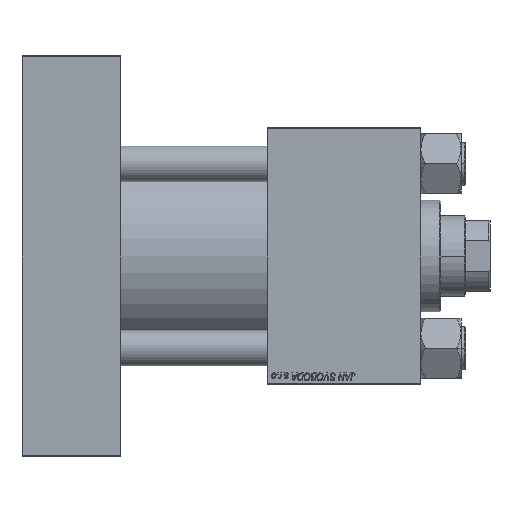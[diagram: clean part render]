
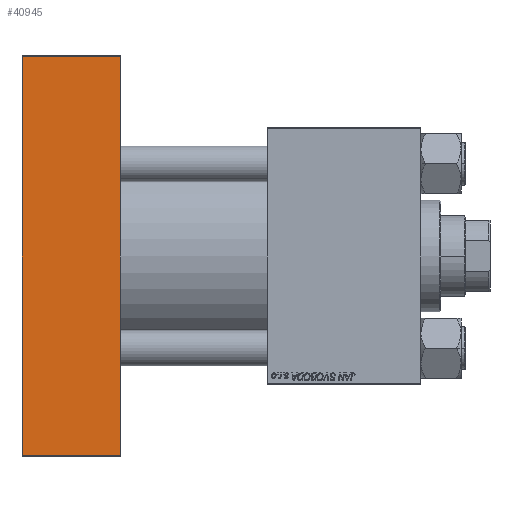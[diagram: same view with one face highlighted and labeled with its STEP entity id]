
A CAD part, front view. The second image highlights one B-rep face of the part: STEP entity #40945.
In plain terms, the highlighted planar face has unit normal (0, -1, 0).
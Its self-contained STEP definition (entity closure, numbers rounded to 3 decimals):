
#2230 = AXIS2_PLACEMENT_3D ( 'NONE', #21156, #40607, #4136 ) ;
#2233 = CARTESIAN_POINT ( 'NONE',  ( 0., -57.5, 89.5 ) ) ;
#4136 = DIRECTION ( 'NONE',  ( 0., 0., 1. ) ) ;
#4789 = EDGE_CURVE ( 'NONE', #46382, #35239, #44397, .T. ) ;
#6375 = CARTESIAN_POINT ( 'NONE',  ( 0., -57.5, -89.5 ) ) ;
#7889 = DIRECTION ( 'NONE',  ( 1., 0., 0. ) ) ;
#8005 = ORIENTED_EDGE ( 'NONE', *, *, #40122, .T. ) ;
#8113 = PLANE ( 'NONE',  #2230 ) ;
#10541 = CARTESIAN_POINT ( 'NONE',  ( 0., -57.5, 90. ) ) ;
#12581 = ORIENTED_EDGE ( 'NONE', *, *, #14891, .F. ) ;
#13049 = VECTOR ( 'NONE', #7889, 1000. ) ;
#13586 = VERTEX_POINT ( 'NONE', #38264 ) ;
#14891 = EDGE_CURVE ( 'NONE', #13586, #35239, #31245, .T. ) ;
#15602 = CARTESIAN_POINT ( 'NONE',  ( 44., -57.5, -89.5 ) ) ;
#18453 = DIRECTION ( 'NONE',  ( 0., 0., -1. ) ) ;
#21156 = CARTESIAN_POINT ( 'NONE',  ( 44., -57.5, 90. ) ) ;
#24950 = EDGE_CURVE ( 'NONE', #13586, #43902, #36153, .T. ) ;
#26666 = ORIENTED_EDGE ( 'NONE', *, *, #4789, .T. ) ;
#26852 = CARTESIAN_POINT ( 'NONE',  ( 44., -57.5, 89.5 ) ) ;
#30987 = CARTESIAN_POINT ( 'NONE',  ( 44., -57.5, 90. ) ) ;
#31245 = LINE ( 'NONE', #30987, #40455 ) ;
#34768 = VECTOR ( 'NONE', #43092, 1000. ) ;
#35239 = VERTEX_POINT ( 'NONE', #15602 ) ;
#36153 = LINE ( 'NONE', #26852, #34768 ) ;
#38264 = CARTESIAN_POINT ( 'NONE',  ( 44., -57.5, 89.5 ) ) ;
#39677 = VECTOR ( 'NONE', #50529, 1000. ) ;
#40122 = EDGE_CURVE ( 'NONE', #43902, #46382, #46791, .T. ) ;
#40385 = CARTESIAN_POINT ( 'NONE',  ( 44., -57.5, -89.5 ) ) ;
#40455 = VECTOR ( 'NONE', #18453, 1000. ) ;
#40607 = DIRECTION ( 'NONE',  ( 0., 1., 0. ) ) ;
#40945 = ADVANCED_FACE ( 'NONE', ( #44611 ), #8113, .F. ) ;
#42129 = EDGE_LOOP ( 'NONE', ( #8005, #26666, #12581, #44231 ) ) ;
#43092 = DIRECTION ( 'NONE',  ( -1., 0., 0. ) ) ;
#43902 = VERTEX_POINT ( 'NONE', #2233 ) ;
#44231 = ORIENTED_EDGE ( 'NONE', *, *, #24950, .T. ) ;
#44397 = LINE ( 'NONE', #40385, #13049 ) ;
#44611 = FACE_OUTER_BOUND ( 'NONE', #42129, .T. ) ;
#46382 = VERTEX_POINT ( 'NONE', #6375 ) ;
#46791 = LINE ( 'NONE', #10541, #39677 ) ;
#50529 = DIRECTION ( 'NONE',  ( 0., 0., -1. ) ) ;
